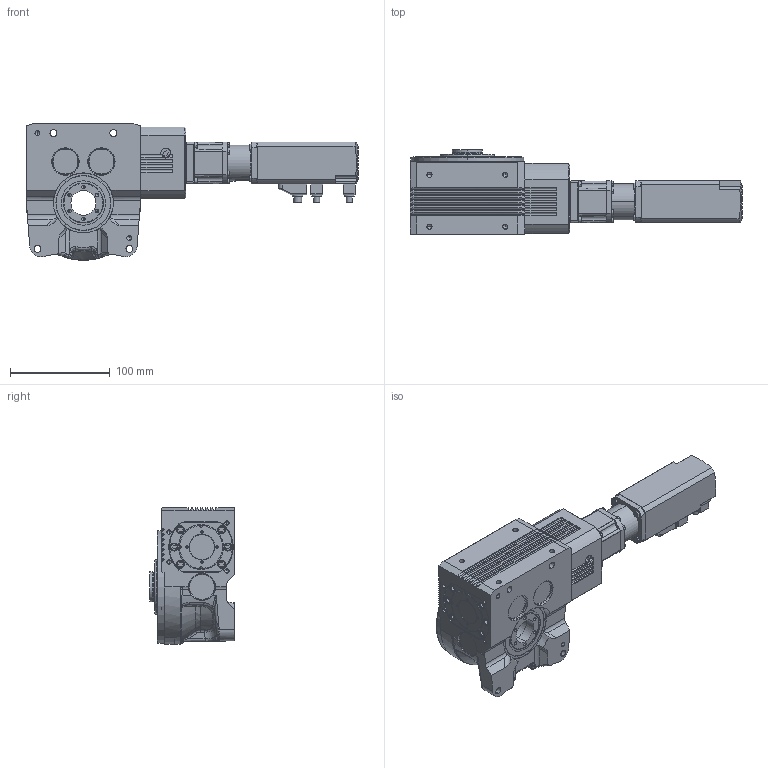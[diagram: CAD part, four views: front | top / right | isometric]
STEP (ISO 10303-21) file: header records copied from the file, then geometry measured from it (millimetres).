
FILE_DESCRIPTION (( 'STEP AP203' ), '1' );
FILE_NAME ('RGV049V4506X000.STEP', '2023-06-29T09:58:34', ( '' ), ( '' ), 'SwSTEP 2.0', 'SolidWorks 2021', '' );
FILE_SCHEMA (( 'CONFIG_CONTROL_DESIGN' ));
Length unit declared in the file: millimetre
Products named in the file (1): RGV049V4506X000
Bounding box: 332.5 x 85 x 137.03 mm (x, y, z)
Volume: 1413324.7 mm3; surface area: 199996.3 mm2
Topology: 14 solids, 14 shells, 2551 faces, 6223 edges, 3854 vertices
Faces by surface type: plane 916, cylinder 884, cone 459, bspline 185, torus 107
Entity records: 84318 total; most frequent: CARTESIAN_POINT 24920, DIRECTION 12544, ORIENTED_EDGE 12194, EDGE_CURVE 6097, AXIS2_PLACEMENT_3D 4749, VERTEX_POINT 3854, LINE 3046, VECTOR 3046
